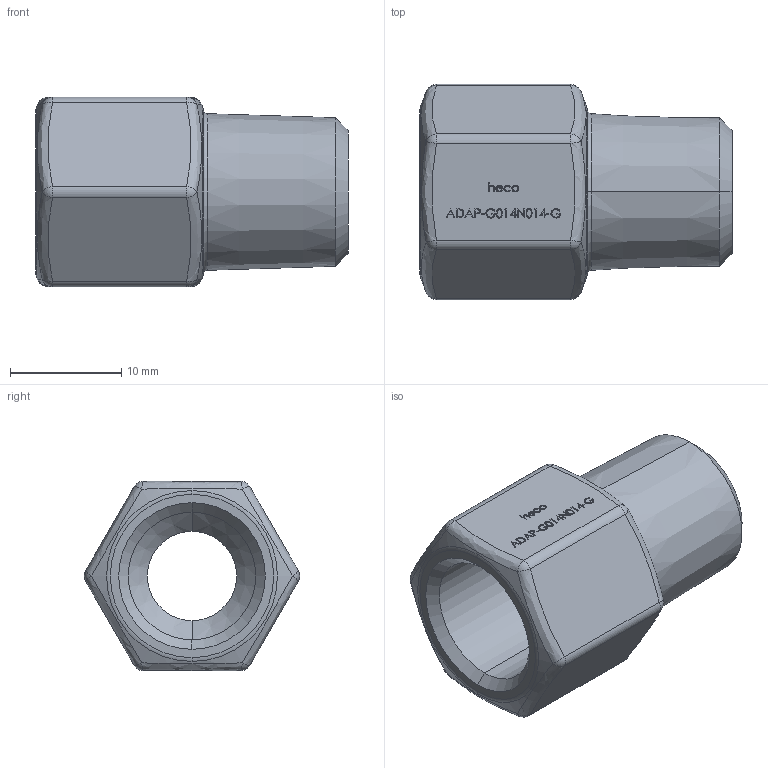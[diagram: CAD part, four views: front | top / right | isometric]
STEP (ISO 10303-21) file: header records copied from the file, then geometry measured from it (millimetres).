
FILE_DESCRIPTION (( 'STEP AP214' ), '1' );
FILE_NAME ('ADAP-G014N014-G Adapter.STEP', '2018-06-26T07:18:25', ( '' ), ( '' ), 'SwSTEP 2.0', 'SolidWorks 2016', '' );
FILE_SCHEMA (( 'AUTOMOTIVE_DESIGN' ));
Length unit declared in the file: millimetre
Products named in the file (1): ADAP-G014N014-G Adapter
Bounding box: 28 x 19.32 x 17 mm (x, y, z)
Volume: 3485.7 mm3; surface area: 2501.8 mm2
Topology: 1 solids, 1 shells, 286 faces, 721 edges, 462 vertices
Faces by surface type: plane 150, bspline 96, cone 12, sphere 12, cylinder 10, torus 6
Entity records: 16277 total; most frequent: CARTESIAN_POINT 7686, ORIENTED_EDGE 1426, DIRECTION 965, EDGE_CURVE 713, VERTEX_POINT 458, VECTOR 451, LINE 451, EDGE_LOOP 317
